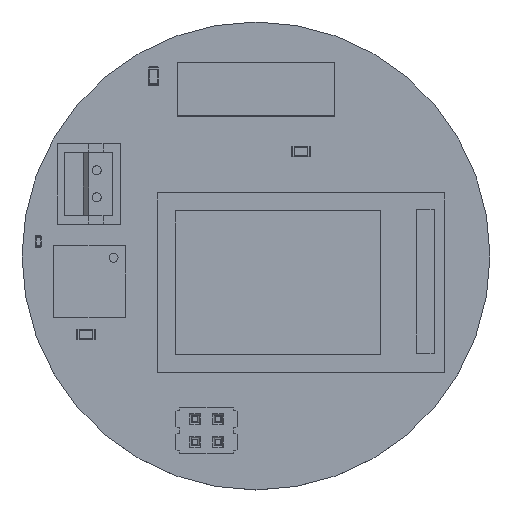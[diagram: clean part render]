
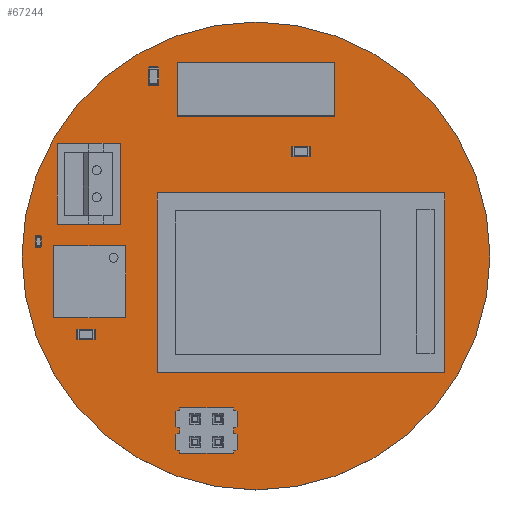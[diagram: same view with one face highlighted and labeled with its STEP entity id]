
A CAD part, top view. The second image highlights one B-rep face of the part: STEP entity #67244.
In plain terms, the highlighted planar face has unit normal (0, 0, 1).
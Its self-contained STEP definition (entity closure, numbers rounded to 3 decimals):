
#67209 = VERTEX_POINT('',#67210);
#67210 = CARTESIAN_POINT('',(13.,0.,0.));
#67216 = EDGE_CURVE('',#67209,#67209,#67217,.T.);
#67217 = CIRCLE('',#67218,13.);
#67218 = AXIS2_PLACEMENT_3D('',#67219,#67220,#67221);
#67219 = CARTESIAN_POINT('',(0.,0.,0.));
#67220 = DIRECTION('',(0.,0.,1.));
#67221 = DIRECTION('',(1.,0.,0.));
#67244 = ADVANCED_FACE('',(#67245),#67248,.F.);
#67245 = FACE_BOUND('',#67246,.T.);
#67246 = EDGE_LOOP('',(#67247));
#67247 = ORIENTED_EDGE('',*,*,#67216,.T.);
#67248 = PLANE('',#67249);
#67249 = AXIS2_PLACEMENT_3D('',#67250,#67251,#67252);
#67250 = CARTESIAN_POINT('',(13.,0.,0.));
#67251 = DIRECTION('',(0.,0.,-1.));
#67252 = DIRECTION('',(-1.,0.,0.));
